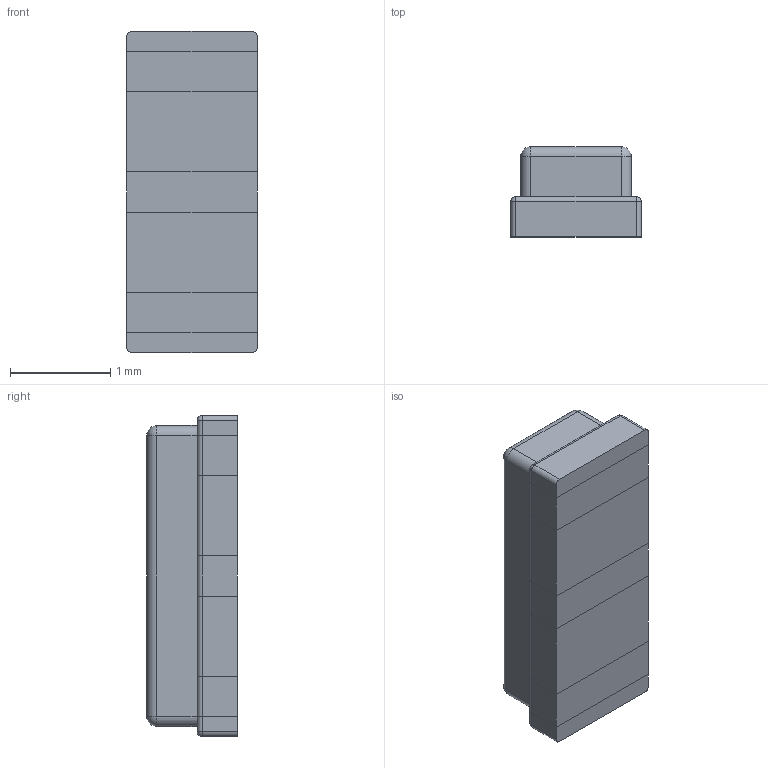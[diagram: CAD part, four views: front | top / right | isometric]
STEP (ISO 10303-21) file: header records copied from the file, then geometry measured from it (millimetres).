
FILE_DESCRIPTION(/* description */ (''),/* implementation_level */ '2;1');
FILE_NAME(/* name */ 'Murata_CSTNE_V v1.step',/* time_stamp */ '2020-05-15T13:07:20+02:00',/* author */ (''),/* organization */ (''),/* preprocessor_version */ 'ST-DEVELOPER v18',/* originating_system */ 'Autodesk Translation Framework v8.6.0.1094',/* authorisation */ '');
FILE_SCHEMA (('AUTOMOTIVE_DESIGN { 1 0 10303 214 3 1 1 }'));
Length unit declared in the file: millimetre
Products named in the file (1): Murata_CSTNE_V
Bounding box: 1.3 x 0.9 x 3.2 mm (x, y, z)
Volume: 3.3 mm3; surface area: 28.2 mm2
Topology: 8 solids, 8 shells, 84 faces, 180 edges, 112 vertices
Faces by surface type: plane 48, cylinder 28, sphere 8
Entity records: 2295 total; most frequent: DIRECTION 406, CARTESIAN_POINT 377, ORIENTED_EDGE 360, EDGE_CURVE 180, AXIS2_PLACEMENT_3D 141, LINE 124, VECTOR 124, VERTEX_POINT 112
